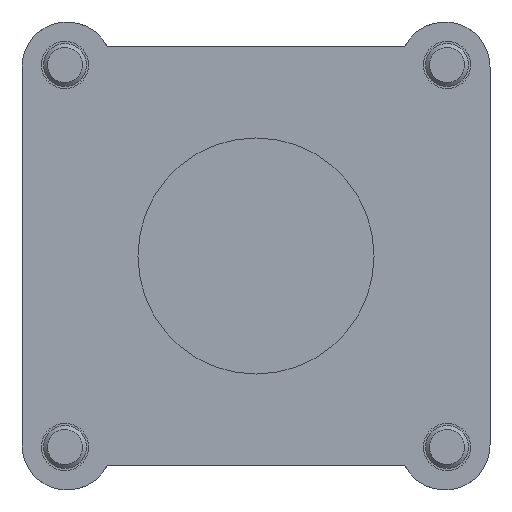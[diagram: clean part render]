
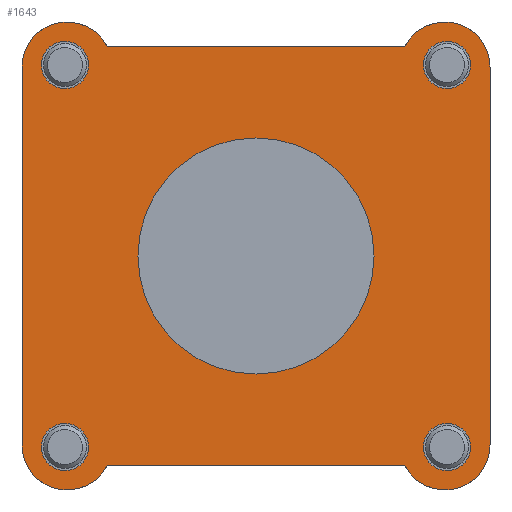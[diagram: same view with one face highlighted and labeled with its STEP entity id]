
A CAD part, front view. The second image highlights one B-rep face of the part: STEP entity #1643.
In plain terms, the highlighted planar face has unit normal (0, -1, 0).
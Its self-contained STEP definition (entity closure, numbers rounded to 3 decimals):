
#135=CIRCLE('',#1757,10.5);
#140=CIRCLE('',#1764,10.5);
#153=CIRCLE('',#1782,10.5);
#173=CIRCLE('',#1827,10.5);
#174=CIRCLE('',#1829,5.5);
#175=CIRCLE('',#1830,5.5);
#176=CIRCLE('',#1831,5.5);
#177=CIRCLE('',#1832,5.5);
#178=CIRCLE('',#1833,27.5);
#389=ORIENTED_EDGE('',*,*,#809,.T.);
#390=ORIENTED_EDGE('',*,*,#810,.T.);
#391=ORIENTED_EDGE('',*,*,#811,.T.);
#392=ORIENTED_EDGE('',*,*,#812,.T.);
#393=ORIENTED_EDGE('',*,*,#813,.T.);
#394=ORIENTED_EDGE('',*,*,#808,.F.);
#395=ORIENTED_EDGE('',*,*,#759,.F.);
#396=ORIENTED_EDGE('',*,*,#734,.F.);
#397=ORIENTED_EDGE('',*,*,#707,.F.);
#398=ORIENTED_EDGE('',*,*,#703,.F.);
#399=ORIENTED_EDGE('',*,*,#689,.F.);
#400=ORIENTED_EDGE('',*,*,#696,.F.);
#401=ORIENTED_EDGE('',*,*,#747,.F.);
#689=EDGE_CURVE('',#918,#919,#1069,.T.);
#696=EDGE_CURVE('',#924,#918,#135,.T.);
#703=EDGE_CURVE('',#919,#930,#140,.T.);
#707=EDGE_CURVE('',#930,#933,#1076,.T.);
#734=EDGE_CURVE('',#933,#955,#153,.T.);
#747=EDGE_CURVE('',#964,#924,#1098,.T.);
#759=EDGE_CURVE('',#955,#970,#1105,.T.);
#808=EDGE_CURVE('',#970,#964,#173,.T.);
#809=EDGE_CURVE('',#1008,#1008,#174,.T.);
#810=EDGE_CURVE('',#1009,#1009,#175,.T.);
#811=EDGE_CURVE('',#1010,#1010,#176,.T.);
#812=EDGE_CURVE('',#1011,#1011,#177,.T.);
#813=EDGE_CURVE('',#1012,#1012,#178,.T.);
#918=VERTEX_POINT('',#2514);
#919=VERTEX_POINT('',#2516);
#924=VERTEX_POINT('',#2528);
#930=VERTEX_POINT('',#2550);
#933=VERTEX_POINT('',#2558);
#955=VERTEX_POINT('',#2611);
#964=VERTEX_POINT('',#2638);
#970=VERTEX_POINT('',#2653);
#1008=VERTEX_POINT('',#2827);
#1009=VERTEX_POINT('',#2829);
#1010=VERTEX_POINT('',#2831);
#1011=VERTEX_POINT('',#2833);
#1012=VERTEX_POINT('',#2835);
#1069=LINE('',#2515,#1181);
#1076=LINE('',#2557,#1188);
#1098=LINE('',#2639,#1210);
#1105=LINE('',#2660,#1217);
#1181=VECTOR('',#1978,1000.);
#1188=VECTOR('',#2011,1000.);
#1210=VECTOR('',#2081,1000.);
#1217=VECTOR('',#2100,1000.);
#1312=EDGE_LOOP('',(#389));
#1313=EDGE_LOOP('',(#390));
#1314=EDGE_LOOP('',(#391));
#1315=EDGE_LOOP('',(#392));
#1316=EDGE_LOOP('',(#393));
#1317=EDGE_LOOP('',(#394,#395,#396,#397,#398,#399,#400,#401));
#1454=FACE_BOUND('',#1312,.T.);
#1455=FACE_BOUND('',#1313,.T.);
#1456=FACE_BOUND('',#1314,.T.);
#1457=FACE_BOUND('',#1315,.T.);
#1458=FACE_BOUND('',#1316,.T.);
#1459=FACE_BOUND('',#1317,.T.);
#1577=PLANE('',#1828);
#1643=ADVANCED_FACE('',(#1454,#1455,#1456,#1457,#1458,#1459),#1577,.F.);
#1757=AXIS2_PLACEMENT_3D('',#2529,#1989,#1990);
#1764=AXIS2_PLACEMENT_3D('',#2549,#2003,#2004);
#1782=AXIS2_PLACEMENT_3D('',#2610,#2057,#2058);
#1827=AXIS2_PLACEMENT_3D('',#2824,#2181,#2182);
#1828=AXIS2_PLACEMENT_3D('',#2825,#2183,#2184);
#1829=AXIS2_PLACEMENT_3D('',#2826,#2185,#2186);
#1830=AXIS2_PLACEMENT_3D('',#2828,#2187,#2188);
#1831=AXIS2_PLACEMENT_3D('',#2830,#2189,#2190);
#1832=AXIS2_PLACEMENT_3D('',#2832,#2191,#2192);
#1833=AXIS2_PLACEMENT_3D('',#2834,#2193,#2194);
#1978=DIRECTION('',(1.,0.,0.));
#1989=DIRECTION('',(0.,1.,0.));
#1990=DIRECTION('',(1.,0.,0.));
#2003=DIRECTION('',(0.,1.,0.));
#2004=DIRECTION('',(1.,0.,0.));
#2011=DIRECTION('',(0.,0.,-1.));
#2057=DIRECTION('',(0.,1.,0.));
#2058=DIRECTION('',(1.,0.,0.));
#2081=DIRECTION('',(0.,0.,1.));
#2100=DIRECTION('',(-1.,0.,0.));
#2181=DIRECTION('',(0.,1.,0.));
#2182=DIRECTION('',(1.,0.,0.));
#2183=DIRECTION('',(0.,1.,0.));
#2184=DIRECTION('',(0.,0.,1.));
#2185=DIRECTION('',(0.,1.,0.));
#2186=DIRECTION('',(1.,0.,0.));
#2187=DIRECTION('',(0.,1.,0.));
#2188=DIRECTION('',(1.,0.,0.));
#2189=DIRECTION('',(0.,1.,0.));
#2190=DIRECTION('',(1.,0.,0.));
#2191=DIRECTION('',(0.,1.,0.));
#2192=DIRECTION('',(1.,0.,0.));
#2193=DIRECTION('',(0.,1.,0.));
#2194=DIRECTION('',(1.,0.,0.));
#2514=CARTESIAN_POINT('',(-34.636,0.,48.75));
#2515=CARTESIAN_POINT('',(-34.636,0.,48.75));
#2516=CARTESIAN_POINT('',(34.636,0.,48.75));
#2528=CARTESIAN_POINT('',(-54.5,0.,44.));
#2529=CARTESIAN_POINT('',(-44.,0.,44.));
#2549=CARTESIAN_POINT('',(44.,0.,44.));
#2550=CARTESIAN_POINT('',(54.5,0.,44.));
#2557=CARTESIAN_POINT('',(54.5,0.,44.));
#2558=CARTESIAN_POINT('',(54.5,0.,-44.));
#2610=CARTESIAN_POINT('',(44.,0.,-44.));
#2611=CARTESIAN_POINT('',(34.636,0.,-48.75));
#2638=CARTESIAN_POINT('',(-54.5,0.,-44.));
#2639=CARTESIAN_POINT('',(-54.5,0.,-44.));
#2653=CARTESIAN_POINT('',(-34.636,0.,-48.75));
#2660=CARTESIAN_POINT('',(34.636,0.,-48.75));
#2824=CARTESIAN_POINT('',(-44.,0.,-44.));
#2825=CARTESIAN_POINT('',(-44.,0.,-44.));
#2826=CARTESIAN_POINT('',(-44.5,0.,44.5));
#2827=CARTESIAN_POINT('',(-39.,0.,44.5));
#2828=CARTESIAN_POINT('',(44.5,0.,44.5));
#2829=CARTESIAN_POINT('',(50.,0.,44.5));
#2830=CARTESIAN_POINT('',(-44.5,0.,-44.5));
#2831=CARTESIAN_POINT('',(-39.,0.,-44.5));
#2832=CARTESIAN_POINT('',(44.5,0.,-44.5));
#2833=CARTESIAN_POINT('',(50.,0.,-44.5));
#2834=CARTESIAN_POINT('',(0.,0.,0.));
#2835=CARTESIAN_POINT('',(27.5,0.,0.));
